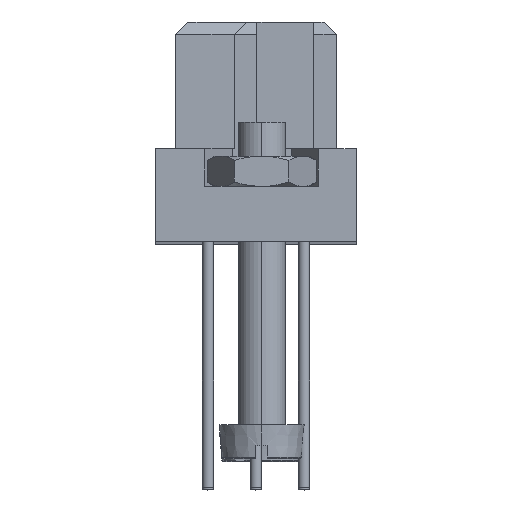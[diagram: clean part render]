
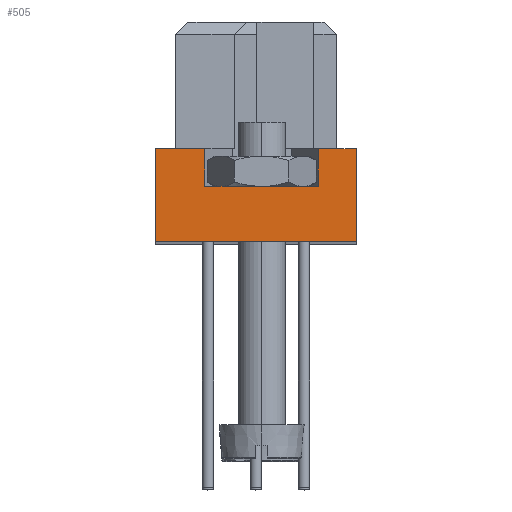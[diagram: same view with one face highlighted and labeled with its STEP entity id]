
A CAD part, top view. The second image highlights one B-rep face of the part: STEP entity #505.
In plain terms, the highlighted planar face has unit normal (0, 0, 1).
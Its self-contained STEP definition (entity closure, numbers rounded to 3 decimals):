
#17 = AXIS2_PLACEMENT_3D ( 'NONE', #2210, #3463, #6769 ) ;
#245 = VECTOR ( 'NONE', #1914, 1000. ) ;
#253 = CARTESIAN_POINT ( 'NONE',  ( -36.158, -15.875, 120.949 ) ) ;
#294 = VECTOR ( 'NONE', #638, 1000. ) ;
#495 = LINE ( 'NONE', #2994, #7220 ) ;
#505 = ADVANCED_FACE ( 'NONE', ( #7955 ), #5395, .T. ) ;
#534 = ORIENTED_EDGE ( 'NONE', *, *, #2849, .T. ) ;
#548 = CARTESIAN_POINT ( 'NONE',  ( -38.158, -18.325, 120.949 ) ) ;
#570 = EDGE_CURVE ( 'NONE', #3156, #6628, #2006, .T. ) ;
#638 = DIRECTION ( 'NONE',  ( -1., 0., 0. ) ) ;
#917 = DIRECTION ( 'NONE',  ( -1., 0., 0. ) ) ;
#1044 = ORIENTED_EDGE ( 'NONE', *, *, #7334, .T. ) ;
#1241 = CARTESIAN_POINT ( 'NONE',  ( -46.758, -18.325, 120.949 ) ) ;
#1614 = EDGE_CURVE ( 'NONE', #6315, #2059, #7148, .T. ) ;
#1914 = DIRECTION ( 'NONE',  ( 0., 1., 0. ) ) ;
#2006 = LINE ( 'NONE', #4932, #4655 ) ;
#2008 = ORIENTED_EDGE ( 'NONE', *, *, #1614, .T. ) ;
#2036 = LINE ( 'NONE', #3230, #294 ) ;
#2059 = VERTEX_POINT ( 'NONE', #4366 ) ;
#2106 = CARTESIAN_POINT ( 'NONE',  ( -41.458, -17.875, 120.949 ) ) ;
#2210 = CARTESIAN_POINT ( 'NONE',  ( -46.759, -20.776, 120.949 ) ) ;
#2425 = VECTOR ( 'NONE', #3117, 1000. ) ;
#2578 = LINE ( 'NONE', #2106, #4015 ) ;
#2640 = VERTEX_POINT ( 'NONE', #5017 ) ;
#2795 = LINE ( 'NONE', #1241, #245 ) ;
#2849 = EDGE_CURVE ( 'NONE', #4065, #7785, #2036, .T. ) ;
#2964 = CARTESIAN_POINT ( 'NONE',  ( -46.758, -15.875, 120.949 ) ) ;
#2978 = CARTESIAN_POINT ( 'NONE',  ( -38.158, -15.875, 120.949 ) ) ;
#2994 = CARTESIAN_POINT ( 'NONE',  ( -44.158, -18.325, 120.949 ) ) ;
#3117 = DIRECTION ( 'NONE',  ( -1., 0., 0. ) ) ;
#3156 = VERTEX_POINT ( 'NONE', #7787 ) ;
#3222 = DIRECTION ( 'NONE',  ( 0., -1., 0. ) ) ;
#3230 = CARTESIAN_POINT ( 'NONE',  ( -41.458, -15.875, 120.949 ) ) ;
#3463 = DIRECTION ( 'NONE',  ( 0., 0., 1. ) ) ;
#3691 = DIRECTION ( 'NONE',  ( 0., 1., 0. ) ) ;
#3707 = ORIENTED_EDGE ( 'NONE', *, *, #8424, .F. ) ;
#3855 = EDGE_CURVE ( 'NONE', #5337, #4065, #495, .T. ) ;
#4015 = VECTOR ( 'NONE', #4078, 1000. ) ;
#4065 = VERTEX_POINT ( 'NONE', #7089 ) ;
#4078 = DIRECTION ( 'NONE',  ( -1., 0., 0. ) ) ;
#4111 = EDGE_CURVE ( 'NONE', #3156, #2640, #4667, .T. ) ;
#4320 = ORIENTED_EDGE ( 'NONE', *, *, #3855, .T. ) ;
#4366 = CARTESIAN_POINT ( 'NONE',  ( -38.158, -17.875, 120.949 ) ) ;
#4655 = VECTOR ( 'NONE', #4900, 1000. ) ;
#4667 = LINE ( 'NONE', #5050, #2425 ) ;
#4712 = VECTOR ( 'NONE', #917, 1000. ) ;
#4731 = CARTESIAN_POINT ( 'NONE',  ( -44.158, -17.875, 120.949 ) ) ;
#4897 = EDGE_LOOP ( 'NONE', ( #1044, #2008, #7907, #4320, #534, #3707, #4913, #6994 ) ) ;
#4900 = DIRECTION ( 'NONE',  ( 0., 1., 0. ) ) ;
#4913 = ORIENTED_EDGE ( 'NONE', *, *, #4111, .F. ) ;
#4916 = LINE ( 'NONE', #8224, #4712 ) ;
#4932 = CARTESIAN_POINT ( 'NONE',  ( -36.158, -18.325, 120.949 ) ) ;
#5017 = CARTESIAN_POINT ( 'NONE',  ( -46.758, -20.775, 120.949 ) ) ;
#5050 = CARTESIAN_POINT ( 'NONE',  ( -41.458, -20.775, 120.949 ) ) ;
#5337 = VERTEX_POINT ( 'NONE', #4731 ) ;
#5395 = PLANE ( 'NONE',  #17 ) ;
#6241 = VECTOR ( 'NONE', #3222, 1000. ) ;
#6315 = VERTEX_POINT ( 'NONE', #2978 ) ;
#6628 = VERTEX_POINT ( 'NONE', #253 ) ;
#6769 = DIRECTION ( 'NONE',  ( 1., 0., 0. ) ) ;
#6994 = ORIENTED_EDGE ( 'NONE', *, *, #570, .T. ) ;
#7089 = CARTESIAN_POINT ( 'NONE',  ( -44.158, -15.875, 120.949 ) ) ;
#7148 = LINE ( 'NONE', #548, #6241 ) ;
#7200 = EDGE_CURVE ( 'NONE', #2059, #5337, #2578, .T. ) ;
#7220 = VECTOR ( 'NONE', #3691, 1000. ) ;
#7334 = EDGE_CURVE ( 'NONE', #6628, #6315, #4916, .T. ) ;
#7785 = VERTEX_POINT ( 'NONE', #2964 ) ;
#7787 = CARTESIAN_POINT ( 'NONE',  ( -36.158, -20.775, 120.949 ) ) ;
#7907 = ORIENTED_EDGE ( 'NONE', *, *, #7200, .T. ) ;
#7955 = FACE_OUTER_BOUND ( 'NONE', #4897, .T. ) ;
#8224 = CARTESIAN_POINT ( 'NONE',  ( -41.458, -15.875, 120.949 ) ) ;
#8424 = EDGE_CURVE ( 'NONE', #2640, #7785, #2795, .T. ) ;
